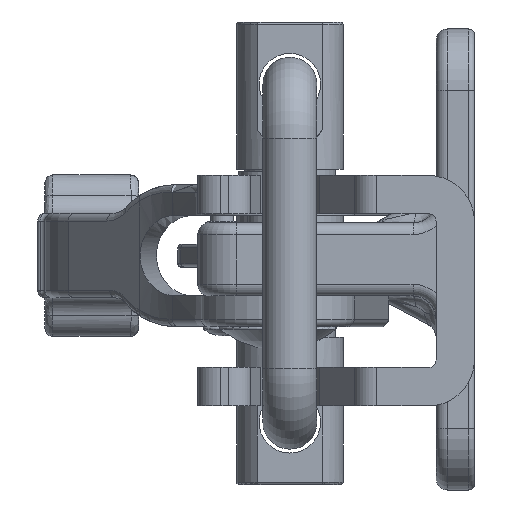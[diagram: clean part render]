
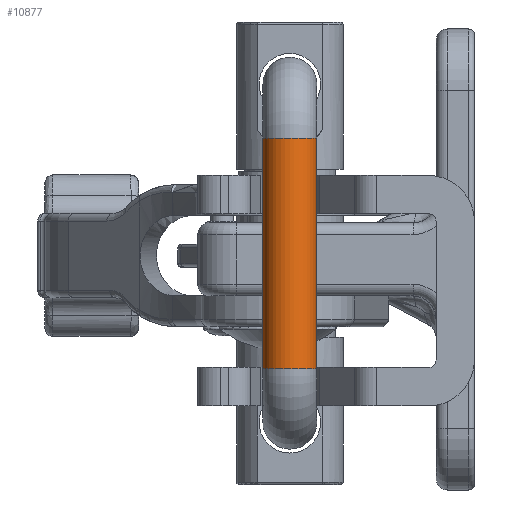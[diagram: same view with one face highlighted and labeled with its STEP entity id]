
A CAD part, left-side view. The second image highlights one B-rep face of the part: STEP entity #10877.
In plain terms, the highlighted cylindrical face has radius 3.5 mm (diameter 7 mm), a full revolution.
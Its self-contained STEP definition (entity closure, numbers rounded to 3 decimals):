
#644=FACE_BOUND('',#2355,.T.);
#1578=FACE_OUTER_BOUND('',#2354,.T.);
#2354=EDGE_LOOP('',(#9741));
#2355=EDGE_LOOP('',(#9742));
#4154=CIRCLE('',#12181,3.5);
#4155=CIRCLE('',#12183,3.5);
#5082=VERTEX_POINT('',#30869);
#5083=VERTEX_POINT('',#30872);
#6647=EDGE_CURVE('',#5082,#5082,#4154,.T.);
#6648=EDGE_CURVE('',#5083,#5083,#4155,.T.);
#9741=ORIENTED_EDGE('',*,*,#6647,.F.);
#9742=ORIENTED_EDGE('',*,*,#6648,.T.);
#10192=CYLINDRICAL_SURFACE('',#12182,3.5);
#10877=ADVANCED_FACE('',(#1578,#644),#10192,.T.);
#12181=AXIS2_PLACEMENT_3D('',#30870,#15256,#15257);
#12182=AXIS2_PLACEMENT_3D('',#30871,#15258,#15259);
#12183=AXIS2_PLACEMENT_3D('',#30873,#15260,#15261);
#15256=DIRECTION('center_axis',(0.,-1.,0.));
#15257=DIRECTION('ref_axis',(1.,0.,0.));
#15258=DIRECTION('center_axis',(0.,-1.,0.));
#15259=DIRECTION('ref_axis',(1.,0.,0.));
#15260=DIRECTION('center_axis',(0.,-1.,0.));
#15261=DIRECTION('ref_axis',(1.,0.,0.));
#30869=CARTESIAN_POINT('',(-85.75,-15.,0.));
#30870=CARTESIAN_POINT('Origin',(-82.25,-15.,0.));
#30871=CARTESIAN_POINT('Origin',(-82.25,15.,0.));
#30872=CARTESIAN_POINT('',(-85.75,15.,0.));
#30873=CARTESIAN_POINT('Origin',(-82.25,15.,0.));
